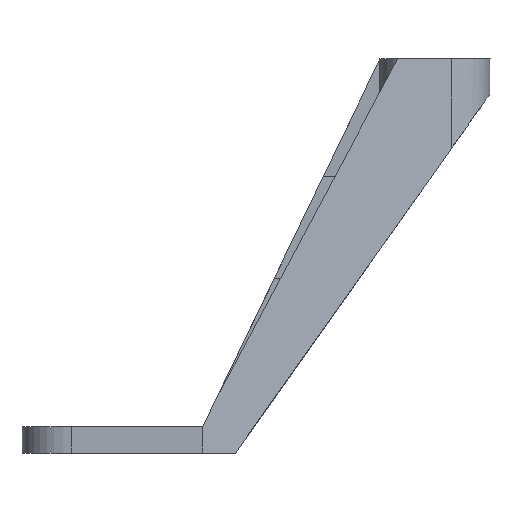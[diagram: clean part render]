
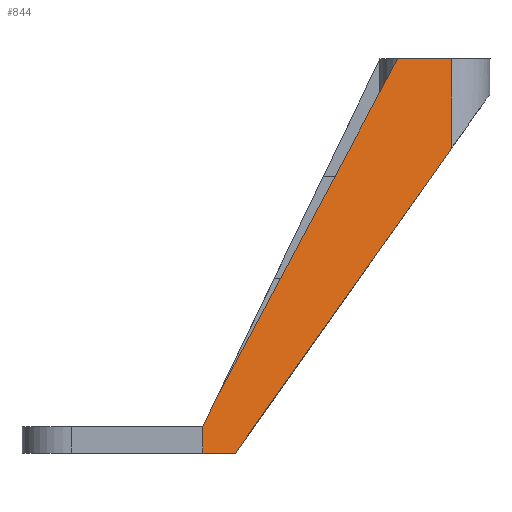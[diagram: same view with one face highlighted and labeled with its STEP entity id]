
A CAD part, front view. The second image highlights one B-rep face of the part: STEP entity #844.
In plain terms, the highlighted planar face has unit normal (0.222, -0.975, 0).
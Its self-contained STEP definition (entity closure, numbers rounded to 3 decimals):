
#51=FACE_OUTER_BOUND('',#92,.T.);
#92=EDGE_LOOP('',(#656,#657,#658,#659,#660,#661,#662));
#177=LINE('',#1266,#278);
#189=LINE('',#1297,#290);
#199=LINE('',#1317,#300);
#200=LINE('',#1319,#301);
#201=LINE('',#1320,#302);
#202=LINE('',#1322,#303);
#203=LINE('',#1323,#304);
#278=VECTOR('',#1017,10.);
#290=VECTOR('',#1045,10.);
#300=VECTOR('',#1063,10.);
#301=VECTOR('',#1064,10.);
#302=VECTOR('',#1065,10.);
#303=VECTOR('',#1066,10.);
#304=VECTOR('',#1067,10.);
#375=VERTEX_POINT('',#1263);
#376=VERTEX_POINT('',#1265);
#386=VERTEX_POINT('',#1294);
#387=VERTEX_POINT('',#1296);
#393=VERTEX_POINT('',#1316);
#394=VERTEX_POINT('',#1318);
#395=VERTEX_POINT('',#1321);
#467=EDGE_CURVE('',#375,#376,#177,.T.);
#482=EDGE_CURVE('',#387,#386,#189,.T.);
#493=EDGE_CURVE('',#386,#393,#199,.T.);
#494=EDGE_CURVE('',#394,#393,#200,.T.);
#495=EDGE_CURVE('',#376,#394,#201,.T.);
#496=EDGE_CURVE('',#395,#375,#202,.T.);
#497=EDGE_CURVE('',#395,#387,#203,.T.);
#656=ORIENTED_EDGE('',*,*,#482,.T.);
#657=ORIENTED_EDGE('',*,*,#493,.T.);
#658=ORIENTED_EDGE('',*,*,#494,.F.);
#659=ORIENTED_EDGE('',*,*,#495,.F.);
#660=ORIENTED_EDGE('',*,*,#467,.F.);
#661=ORIENTED_EDGE('',*,*,#496,.F.);
#662=ORIENTED_EDGE('',*,*,#497,.T.);
#810=PLANE('',#909);
#844=ADVANCED_FACE('',(#51),#810,.T.);
#909=AXIS2_PLACEMENT_3D('',#1315,#1061,#1062);
#1017=DIRECTION('',(0.432,0.098,0.896));
#1045=DIRECTION('',(0.573,0.13,0.809));
#1061=DIRECTION('center_axis',(0.222,-0.975,0.));
#1062=DIRECTION('ref_axis',(0.975,0.222,0.));
#1063=DIRECTION('',(0.,0.,1.));
#1064=DIRECTION('',(0.975,0.222,0.));
#1065=DIRECTION('',(0.469,0.107,0.877));
#1066=DIRECTION('',(0.,0.,1.));
#1067=DIRECTION('',(0.975,0.222,0.));
#1263=CARTESIAN_POINT('',(27.5,-1.353,4.));
#1265=CARTESIAN_POINT('',(29.745,-0.843,8.656));
#1266=CARTESIAN_POINT('',(33.919,0.105,17.314));
#1294=CARTESIAN_POINT('',(65.412,7.26,46.432));
#1296=CARTESIAN_POINT('',(32.487,-0.22,0.));
#1297=CARTESIAN_POINT('',(31.548,-0.433,-1.325));
#1315=CARTESIAN_POINT('Origin',(27.5,-1.353,0.));
#1316=CARTESIAN_POINT('',(65.412,7.26,60.));
#1317=CARTESIAN_POINT('',(65.412,7.26,0.));
#1318=CARTESIAN_POINT('',(57.2,5.394,60.));
#1319=CARTESIAN_POINT('',(27.5,-1.353,60.));
#1320=CARTESIAN_POINT('',(34.979,0.346,18.444));
#1321=CARTESIAN_POINT('',(27.5,-1.353,0.));
#1322=CARTESIAN_POINT('',(27.5,-1.353,0.));
#1323=CARTESIAN_POINT('',(27.5,-1.353,0.));
